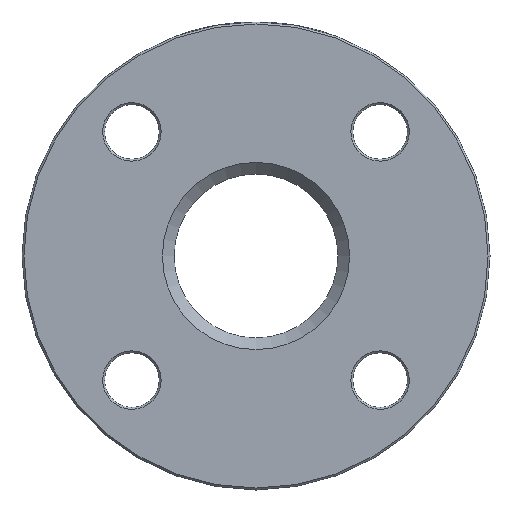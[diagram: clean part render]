
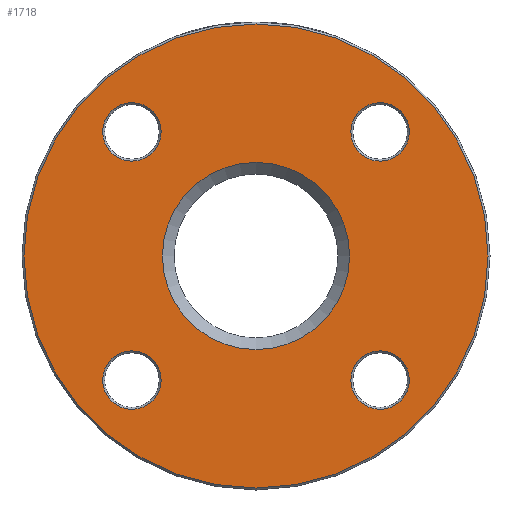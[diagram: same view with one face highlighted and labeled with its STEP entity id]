
A CAD part, left-side view. The second image highlights one B-rep face of the part: STEP entity #1718.
In plain terms, the highlighted planar face has unit normal (-1, 0, 0).
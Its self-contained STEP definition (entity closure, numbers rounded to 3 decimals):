
#40 = ORIENTED_EDGE ( 'NONE', *, *, #3194, .T. ) ;
#138 = EDGE_LOOP ( 'NONE', ( #2915 ) ) ;
#454 = FACE_BOUND ( 'NONE', #2388, .T. ) ;
#546 = VERTEX_POINT ( 'NONE', #853 ) ;
#696 = DIRECTION ( 'NONE',  ( 1., 0., 0. ) ) ;
#702 = AXIS2_PLACEMENT_3D ( 'NONE', #4299, #3882, #2682 ) ;
#831 = VERTEX_POINT ( 'NONE', #902 ) ;
#853 = CARTESIAN_POINT ( 'NONE',  ( 0., 0., -59.5 ) ) ;
#878 = VERTEX_POINT ( 'NONE', #3294 ) ;
#902 = CARTESIAN_POINT ( 'NONE',  ( 0., -31.82, 24.32 ) ) ;
#908 = DIRECTION ( 'NONE',  ( 0., 0., -1. ) ) ;
#1070 = CARTESIAN_POINT ( 'NONE',  ( 0., 31.82, -31.82 ) ) ;
#1158 = FACE_BOUND ( 'NONE', #3779, .T. ) ;
#1196 = AXIS2_PLACEMENT_3D ( 'NONE', #5043, #3018, #908 ) ;
#1201 = AXIS2_PLACEMENT_3D ( 'NONE', #3157, #696, #3186 ) ;
#1216 = EDGE_LOOP ( 'NONE', ( #1627 ) ) ;
#1277 = EDGE_LOOP ( 'NONE', ( #4394 ) ) ;
#1396 = CARTESIAN_POINT ( 'NONE',  ( 0., 0., 0. ) ) ;
#1445 = CIRCLE ( 'NONE', #1196, 59.5 ) ;
#1610 = CIRCLE ( 'NONE', #702, 7.5 ) ;
#1627 = ORIENTED_EDGE ( 'NONE', *, *, #4082, .T. ) ;
#1718 = ADVANCED_FACE ( 'NONE', ( #454, #2356, #4878, #1158, #4005, #1981 ), #4076, .F. ) ;
#1769 = AXIS2_PLACEMENT_3D ( 'NONE', #5205, #3624, #2432 ) ;
#1981 = FACE_BOUND ( 'NONE', #1277, .T. ) ;
#2036 = AXIS2_PLACEMENT_3D ( 'NONE', #1070, #4700, #5111 ) ;
#2039 = CIRCLE ( 'NONE', #1201, 7.5 ) ;
#2312 = DIRECTION ( 'NONE',  ( 0., 0., -1. ) ) ;
#2314 = EDGE_CURVE ( 'NONE', #4500, #4500, #3389, .T. ) ;
#2356 = FACE_OUTER_BOUND ( 'NONE', #4147, .T. ) ;
#2388 = EDGE_LOOP ( 'NONE', ( #4251 ) ) ;
#2432 = DIRECTION ( 'NONE',  ( 0., 0., -1. ) ) ;
#2455 = CARTESIAN_POINT ( 'NONE',  ( 0., -31.82, 31.82 ) ) ;
#2468 = CIRCLE ( 'NONE', #4672, 7.5 ) ;
#2682 = DIRECTION ( 'NONE',  ( 0., 0., -1. ) ) ;
#2915 = ORIENTED_EDGE ( 'NONE', *, *, #4973, .T. ) ;
#2963 = ORIENTED_EDGE ( 'NONE', *, *, #3533, .T. ) ;
#3018 = DIRECTION ( 'NONE',  ( -1., 0., 0. ) ) ;
#3157 = CARTESIAN_POINT ( 'NONE',  ( 0., 31.82, 31.82 ) ) ;
#3186 = DIRECTION ( 'NONE',  ( 0., 0., -1. ) ) ;
#3194 = EDGE_CURVE ( 'NONE', #546, #546, #1445, .T. ) ;
#3256 = DIRECTION ( 'NONE',  ( 1., 0., 0. ) ) ;
#3294 = CARTESIAN_POINT ( 'NONE',  ( 0., 31.82, 24.32 ) ) ;
#3374 = CARTESIAN_POINT ( 'NONE',  ( 0., 31.82, -39.32 ) ) ;
#3389 = CIRCLE ( 'NONE', #4065, 24. ) ;
#3533 = EDGE_CURVE ( 'NONE', #3740, #3740, #1610, .T. ) ;
#3624 = DIRECTION ( 'NONE',  ( 1., 0., 0. ) ) ;
#3740 = VERTEX_POINT ( 'NONE', #4450 ) ;
#3769 = VERTEX_POINT ( 'NONE', #3374 ) ;
#3779 = EDGE_LOOP ( 'NONE', ( #2963 ) ) ;
#3882 = DIRECTION ( 'NONE',  ( 1., 0., 0. ) ) ;
#4003 = DIRECTION ( 'NONE',  ( 0., 0., -1. ) ) ;
#4005 = FACE_BOUND ( 'NONE', #1216, .T. ) ;
#4065 = AXIS2_PLACEMENT_3D ( 'NONE', #1396, #4246, #2312 ) ;
#4076 = PLANE ( 'NONE',  #1769 ) ;
#4082 = EDGE_CURVE ( 'NONE', #3769, #3769, #4577, .T. ) ;
#4147 = EDGE_LOOP ( 'NONE', ( #40 ) ) ;
#4246 = DIRECTION ( 'NONE',  ( 1., 0., 0. ) ) ;
#4251 = ORIENTED_EDGE ( 'NONE', *, *, #2314, .T. ) ;
#4299 = CARTESIAN_POINT ( 'NONE',  ( 0., -31.82, -31.82 ) ) ;
#4394 = ORIENTED_EDGE ( 'NONE', *, *, #4731, .T. ) ;
#4450 = CARTESIAN_POINT ( 'NONE',  ( 0., -31.82, -39.32 ) ) ;
#4500 = VERTEX_POINT ( 'NONE', #4917 ) ;
#4577 = CIRCLE ( 'NONE', #2036, 7.5 ) ;
#4672 = AXIS2_PLACEMENT_3D ( 'NONE', #2455, #3256, #4003 ) ;
#4700 = DIRECTION ( 'NONE',  ( 1., 0., 0. ) ) ;
#4731 = EDGE_CURVE ( 'NONE', #878, #878, #2039, .T. ) ;
#4878 = FACE_BOUND ( 'NONE', #138, .T. ) ;
#4917 = CARTESIAN_POINT ( 'NONE',  ( 0., 0., -24. ) ) ;
#4973 = EDGE_CURVE ( 'NONE', #831, #831, #2468, .T. ) ;
#5043 = CARTESIAN_POINT ( 'NONE',  ( 0., 0., 0. ) ) ;
#5111 = DIRECTION ( 'NONE',  ( 0., 0., -1. ) ) ;
#5205 = CARTESIAN_POINT ( 'NONE',  ( 0., 21., 0. ) ) ;
